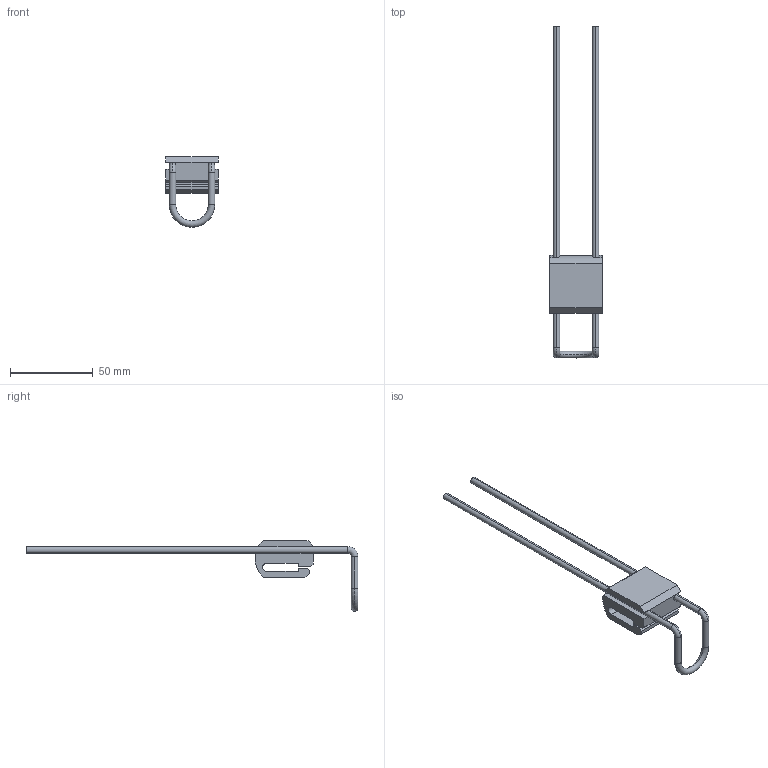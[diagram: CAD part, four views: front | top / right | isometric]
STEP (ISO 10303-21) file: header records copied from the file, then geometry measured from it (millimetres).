
FILE_DESCRIPTION (( 'STEP AP214' ), '1' );
FILE_NAME ('Rexnord-S0226-61767.STEP', '2023-08-01T12:37:01', ( '' ), ( '' ), 'SwSTEP 2.0', 'SolidWorks 2022', '' );
FILE_SCHEMA (( 'AUTOMOTIVE_DESIGN' ));
Length unit declared in the file: millimetre
Products named in the file (3): Rexnord-S0226-61767_stright rod; Rexnord-S0226-61767; Rexnord-S0226-61767_guide
Assembly tree (2 placements, depth 2):
  Rexnord-S0226-61767
    Rexnord-S0226-61767_guide
    Rexnord-S0226-61767_stright rod
Bounding box: 31.5 x 200 x 42.59 mm (x, y, z)
Volume: 23424.6 mm3; surface area: 13011.8 mm2
Topology: 2 solids, 2 shells, 44 faces, 112 edges, 72 vertices
Faces by surface type: plane 24, cylinder 14, torus 6
Entity records: 1480 total; most frequent: CARTESIAN_POINT 286, DIRECTION 240, ORIENTED_EDGE 224, EDGE_CURVE 112, AXIS2_PLACEMENT_3D 84, VERTEX_POINT 72, LINE 72, VECTOR 72
